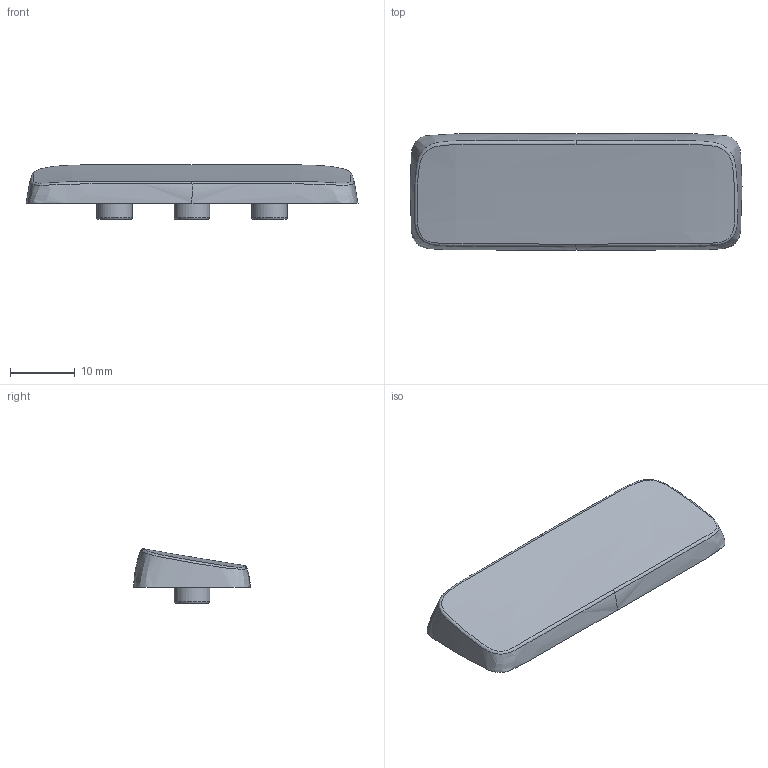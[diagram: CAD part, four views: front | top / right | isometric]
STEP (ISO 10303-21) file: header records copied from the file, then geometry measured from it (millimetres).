
FILE_DESCRIPTION(/* description */ ('','CAx-IF Rec.Pracs.---Representation and Presentation of Product Manufacturing Information (PMI)---4.0---2014-10-13'),/* implementation_level */ '2;1');
FILE_NAME(/* name */ 'T_275.step',/* time_stamp */ '2024-12-04T23:25:56+08:00',/* author */ (''),/* organization */ (''),/* preprocessor_version */ 'ST-DEVELOPER v20',/* originating_system */ 'Autodesk Translation Framework v13.20.0.188',/* authorisation */ '');
FILE_SCHEMA (('AP242_MANAGED_MODEL_BASED_3D_ENGINEERING_MIM_LF { 1 0 10303 442 1 1 4 }'));
Length unit declared in the file: millimetre
Products named in the file (4): T_275; 2.0_Stab_LP; Stab_side; MX Plug v1
Assembly tree (4 placements, depth 3):
  T_275
    2.0_Stab_LP
      Stab_side  x2
      MX Plug v1
Bounding box: 51.32 x 18 x 8.4 mm (x, y, z)
Volume: 3467.4 mm3; surface area: 2608.9 mm2
Topology: 1 solids, 1 shells, 120 faces, 360 edges, 249 vertices
Faces by surface type: cylinder 51, plane 44, bspline 19, torus 6
Full cylindrical faces by diameter (mm): 5.5 x3
Entity records: 11628 total; most frequent: CARTESIAN_POINT 8412, ORIENTED_EDGE 720, DIRECTION 585, EDGE_CURVE 360, VERTEX_POINT 249, AXIS2_PLACEMENT_3D 213, LINE 159, VECTOR 159
